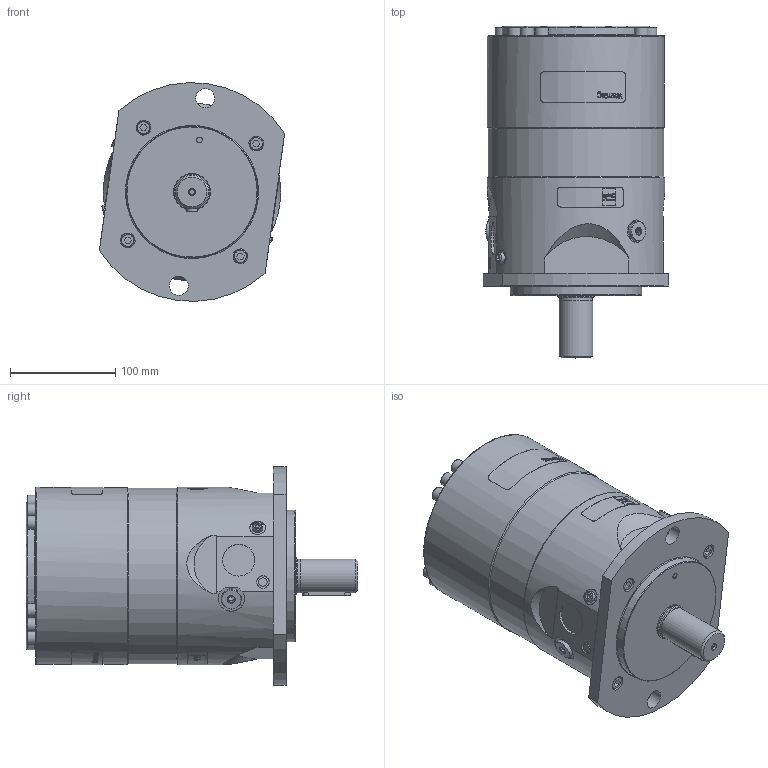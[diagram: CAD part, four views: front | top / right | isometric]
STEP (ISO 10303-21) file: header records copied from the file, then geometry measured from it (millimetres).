
FILE_DESCRIPTION(/* description */ (''),/* implementation_level */ '2;1');
FILE_NAME(/* name */ '180B0085_A.stp',/* time_stamp */ '2013-12-16T09:27:48+01:00',/* author */ (''),/* organization */ (''),/* preprocessor_version */ 'ST-DEVELOPER v11',/* originating_system */ 'SIEMENS PLM Software NX 7.5',/* authorisation */ '');
FILE_SCHEMA (('CONFIG_CONTROL_DESIGN'));
Length unit declared in the file: millimetre
Products named in the file (1): f3422770w1h2
Bounding box: 176.12 x 315.4 x 207.88 mm (x, y, z)
Volume: 5608913.3 mm3; surface area: 211328.8 mm2
Topology: 1 solids, 1 shells, 774 faces, 1990 edges, 1289 vertices
Faces by surface type: plane 453, extrusion 140, cylinder 123, cone 44, torus 10, bspline 4
Full cylindrical faces by diameter (mm): 5 x2, 5.5 x2, 6.2 x3, 10 x2, 13 x14, 14 x4, 15 x2, 18 x2, 19 x3, 21.5 x2, 30.5 x1, 31.5 x1, 31.99 x1, 34.99 x1, 45 x1, 124.97 x1, 140 x1, 167 x1, 168.5 x2
Entity records: 30590 total; most frequent: CARTESIAN_POINT 12756, ORIENTED_EDGE 3672, DIRECTION 3346, EDGE_CURVE 1836, VERTEX_POINT 1250, AXIS2_PLACEMENT_3D 1150, VECTOR 1046, EDGE_LOOP 949
